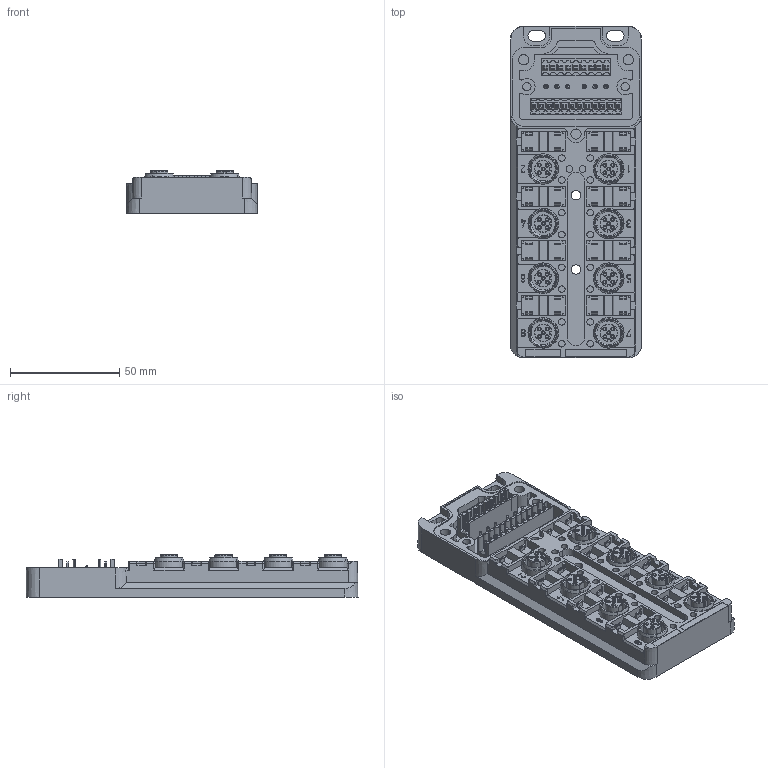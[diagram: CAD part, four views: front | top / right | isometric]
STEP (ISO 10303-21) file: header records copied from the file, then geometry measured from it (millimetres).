
FILE_DESCRIPTION(('CATIA V5 STEP Exchange','CAx-IF Rec.Pracs.--- Model Styling and Organization---1.4--- 2014-01-23'),'2;1');
FILE_NAME ('025704-2_1', '2020-01-13T14:05:57+00:00', ('none'), ('Weidmueller'), 'CATIA Version 5-6 Release 2016 SP3 HF44', 'CATIA V5 STEP AP214', 'none');
FILE_SCHEMA(('AUTOMOTIVE_DESIGN { 1 0 10303 214 1 1 1 1 }'));
Products named in the file (1): 1892081000
Bounding box: 60 x 152 x 19.5 mm (x, y, z)
Volume: 116927.6 mm3; surface area: 58157.9 mm2
Topology: 25 solids, 25 shells, 3019 faces, 7789 edges, 5024 vertices
Faces by surface type: plane 1575, cylinder 960, cone 392, torus 80, sphere 12
Entity records: 85499 total; most frequent: CARTESIAN_POINT 17202, ORIENTED_EDGE 15554, DIRECTION 11173, EDGE_CURVE 7777, VERTEX_POINT 5024, VECTOR 4675, LINE 4675, AXIS2_PLACEMENT_3D 4495
